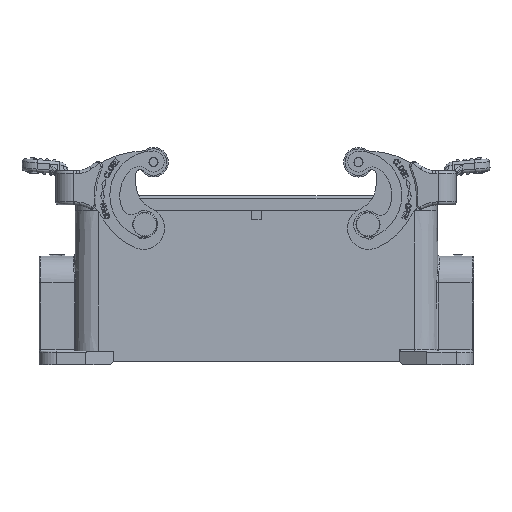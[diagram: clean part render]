
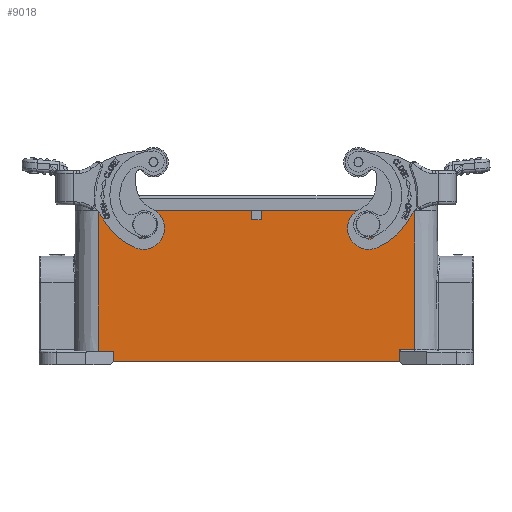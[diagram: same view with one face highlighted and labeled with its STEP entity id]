
A CAD part, left-side view. The second image highlights one B-rep face of the part: STEP entity #9018.
In plain terms, the highlighted planar face has unit normal (-1, 0, 0.009).
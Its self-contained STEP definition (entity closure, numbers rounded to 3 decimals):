
#40=ELLIPSE('',#37746,1.5,1.5);
#41=ELLIPSE('',#37747,1.5,1.5);
#5814=FACE_BOUND('',#13109,.T.);
#5815=FACE_BOUND('',#13110,.T.);
#5816=FACE_BOUND('',#13111,.T.);
#7487=PLANE('',#37748);
#9018=ADVANCED_FACE('',(#5814,#5815,#5816),#7487,.T.);
#13109=EDGE_LOOP('',(#20433));
#13110=EDGE_LOOP('',(#20434));
#13111=EDGE_LOOP('',(#20435,#20436,#20437,#20438,#20439,#20440,#20441,#20442,
#20443,#20444,#20445,#20446));
#20433=ORIENTED_EDGE('',*,*,#29619,.T.);
#20434=ORIENTED_EDGE('',*,*,#29620,.T.);
#20435=ORIENTED_EDGE('',*,*,#29607,.T.);
#20436=ORIENTED_EDGE('',*,*,#29621,.T.);
#20437=ORIENTED_EDGE('',*,*,#29622,.T.);
#20438=ORIENTED_EDGE('',*,*,#29207,.T.);
#20439=ORIENTED_EDGE('',*,*,#29623,.F.);
#20440=ORIENTED_EDGE('',*,*,#29624,.T.);
#20441=ORIENTED_EDGE('',*,*,#29324,.T.);
#20442=ORIENTED_EDGE('',*,*,#29331,.F.);
#20443=ORIENTED_EDGE('',*,*,#29343,.F.);
#20444=ORIENTED_EDGE('',*,*,#29346,.T.);
#20445=ORIENTED_EDGE('',*,*,#29577,.T.);
#20446=ORIENTED_EDGE('',*,*,#29618,.T.);
#25517=VERTEX_POINT('',#57686);
#25518=VERTEX_POINT('',#57688);
#25594=VERTEX_POINT('',#58145);
#25595=VERTEX_POINT('',#58147);
#25599=VERTEX_POINT('',#58159);
#25606=VERTEX_POINT('',#58190);
#25608=VERTEX_POINT('',#58195);
#25761=VERTEX_POINT('',#58907);
#25776=VERTEX_POINT('',#59061);
#25777=VERTEX_POINT('',#59063);
#25782=VERTEX_POINT('',#59090);
#25783=VERTEX_POINT('',#59092);
#25784=VERTEX_POINT('',#59094);
#25785=VERTEX_POINT('',#59097);
#29207=EDGE_CURVE('',#25518,#25517,#32543,.T.);
#29324=EDGE_CURVE('',#25595,#25594,#32598,.T.);
#29331=EDGE_CURVE('',#25599,#25594,#32603,.T.);
#29343=EDGE_CURVE('',#25606,#25599,#32611,.T.);
#29346=EDGE_CURVE('',#25606,#25608,#32614,.T.);
#29577=EDGE_CURVE('',#25608,#25761,#32755,.T.);
#29607=EDGE_CURVE('',#25777,#25776,#32770,.T.);
#29618=EDGE_CURVE('',#25761,#25777,#32773,.T.);
#29619=EDGE_CURVE('',#25782,#25782,#40,.T.);
#29620=EDGE_CURVE('',#25783,#25783,#41,.T.);
#29621=EDGE_CURVE('',#25776,#25784,#32774,.T.);
#29622=EDGE_CURVE('',#25784,#25518,#32775,.T.);
#29623=EDGE_CURVE('',#25785,#25517,#32776,.T.);
#29624=EDGE_CURVE('',#25785,#25595,#32777,.T.);
#32543=LINE('',#57687,#34867);
#32598=LINE('',#58146,#34922);
#32603=LINE('',#58160,#34927);
#32611=LINE('',#58189,#34935);
#32614=LINE('',#58196,#34938);
#32755=LINE('',#58908,#35079);
#32770=LINE('',#59062,#35094);
#32773=LINE('',#59087,#35097);
#32774=LINE('',#59093,#35098);
#32775=LINE('',#59095,#35099);
#32776=LINE('',#59096,#35100);
#32777=LINE('',#59098,#35101);
#34867=VECTOR('',#43039,1.);
#34922=VECTOR('',#43252,1.);
#34927=VECTOR('',#43265,1.);
#34935=VECTOR('',#43291,1.);
#34938=VECTOR('',#43296,1.);
#35079=VECTOR('',#43679,1.);
#35094=VECTOR('',#43732,1.);
#35097=VECTOR('',#43761,1.);
#35098=VECTOR('',#43768,1.);
#35099=VECTOR('',#43769,1.);
#35100=VECTOR('',#43770,1.);
#35101=VECTOR('',#43771,1.);
#37746=AXIS2_PLACEMENT_3D('',#59089,#43764,#43765);
#37747=AXIS2_PLACEMENT_3D('',#59091,#43766,#43767);
#37748=AXIS2_PLACEMENT_3D('',#59099,#43772,#43773);
#43039=DIRECTION('',(0.,1.,0.));
#43252=DIRECTION('',(-0.009,0.,-1.));
#43265=DIRECTION('',(0.,1.,0.));
#43291=DIRECTION('',(0.009,0.,1.));
#43296=DIRECTION('',(0.,-1.,0.));
#43679=DIRECTION('',(0.009,0.,1.));
#43732=DIRECTION('',(0.009,0.,1.));
#43761=DIRECTION('',(0.,-1.,0.));
#43764=DIRECTION('',(1.,0.,-0.009));
#43765=DIRECTION('',(-0.009,0.,-1.));
#43766=DIRECTION('',(1.,0.,-0.009));
#43767=DIRECTION('',(-0.009,0.,-1.));
#43768=DIRECTION('',(0.,1.,0.));
#43769=DIRECTION('',(-0.009,0.,-1.));
#43770=DIRECTION('',(-0.009,0.,-1.));
#43771=DIRECTION('',(0.,1.,0.));
#43772=DIRECTION('',(-1.,0.,0.009));
#43773=DIRECTION('',(0.,1.,0.));
#57686=CARTESIAN_POINT('',(-21.526,1.6,48.));
#57687=CARTESIAN_POINT('',(-21.526,-1.6,48.));
#57688=CARTESIAN_POINT('',(-21.526,-1.6,48.));
#58145=CARTESIAN_POINT('',(-21.906,52.5,4.5));
#58146=CARTESIAN_POINT('',(-21.5,52.5,51.));
#58147=CARTESIAN_POINT('',(-21.5,52.5,51.));
#58159=CARTESIAN_POINT('',(-21.906,47.5,4.5));
#58160=CARTESIAN_POINT('',(-21.906,47.5,4.5));
#58189=CARTESIAN_POINT('',(-21.936,47.5,1.));
#58190=CARTESIAN_POINT('',(-21.936,47.5,1.));
#58195=CARTESIAN_POINT('',(-21.936,-47.5,1.));
#58196=CARTESIAN_POINT('',(-21.936,47.5,1.));
#58907=CARTESIAN_POINT('',(-21.901,-47.5,4.996));
#58908=CARTESIAN_POINT('',(-21.936,-47.5,1.));
#59061=CARTESIAN_POINT('',(-21.5,-52.5,51.));
#59062=CARTESIAN_POINT('',(-21.901,-52.5,4.996));
#59063=CARTESIAN_POINT('',(-21.901,-52.5,4.996));
#59087=CARTESIAN_POINT('',(-21.901,-47.5,4.996));
#59089=CARTESIAN_POINT('',(-21.539,37.,46.5));
#59090=CARTESIAN_POINT('',(-21.552,37.,45.));
#59091=CARTESIAN_POINT('',(-21.539,-37.,46.5));
#59092=CARTESIAN_POINT('',(-21.552,-37.,45.));
#59093=CARTESIAN_POINT('',(-21.5,-52.5,51.));
#59094=CARTESIAN_POINT('',(-21.5,-1.6,51.));
#59095=CARTESIAN_POINT('',(-21.5,-1.6,51.));
#59096=CARTESIAN_POINT('',(-21.5,1.6,51.));
#59097=CARTESIAN_POINT('',(-21.5,1.6,51.));
#59098=CARTESIAN_POINT('',(-21.5,1.6,51.));
#59099=CARTESIAN_POINT('',(-21.5,55.148,51.));
